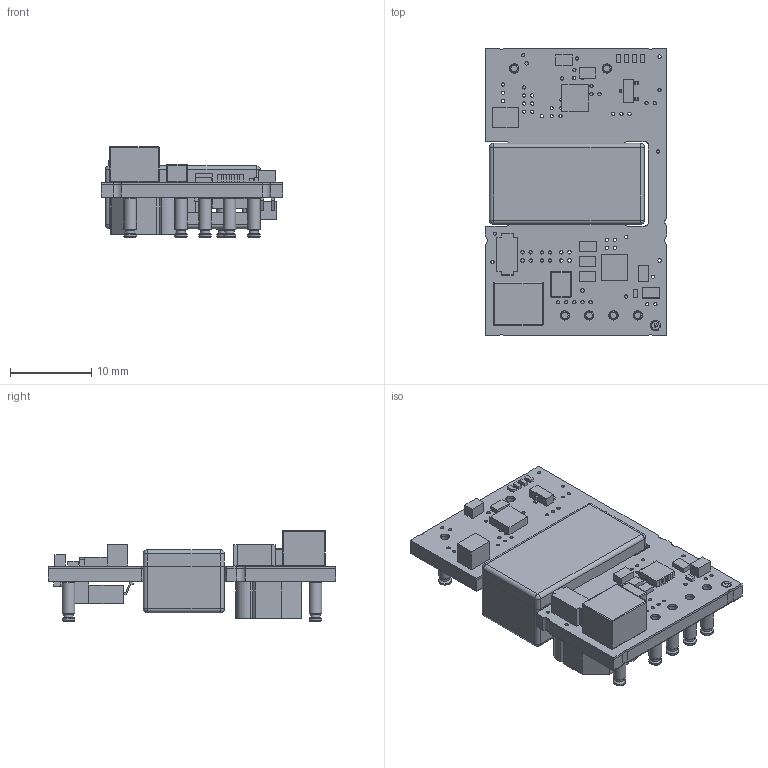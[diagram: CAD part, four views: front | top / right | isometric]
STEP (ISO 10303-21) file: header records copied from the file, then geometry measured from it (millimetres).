
FILE_DESCRIPTION(/* description */ (''),/* implementation_level */ '2;1');
FILE_NAME(/* name */ '1.stp',/* time_stamp */ '2022-01-27T19:45:17+02:00',/* author */ ('k'),/* organization */ (''),/* preprocessor_version */ 'ST-DEVELOPER v15.6',/* originating_system */ 'Autodesk Inventor 2015',/* authorisation */ '');
FILE_SCHEMA (('AUTOMOTIVE_DESIGN { 1 0 10303 214 3 1 1 }'));
Length unit declared in the file: millimetre
Products named in the file (40): R005; PC001; L001; Q201; Q003; ZD001; R114; C289; IC202; IC001; C079; C074; C073; R293; R272; R271; R078; R077; R261; C214; C211; R249; R247; R245; R243; C011; R026; BOARD; 1; 2; 3; 5; 8; MYBSP0050AABFT_ES1; PMPD0141; EEIW19_1A(E); EEIW19_1A(I); CM Logo; MYBSP0055AABFT_step
Bounding box: 22.4 x 35.5 x 11.15 mm (x, y, z)
Volume: 3030.2 mm3; surface area: 7060.8 mm2
Topology: 74 solids, 142 shells, 1354 faces, 3061 edges, 2058 vertices
Faces by surface type: plane 829, cylinder 466, cone 35, sphere 24
Full cylindrical faces by diameter (mm): 0.4 x311, 1.02 x7, 1.15 x21, 1.17 x7, 1.57 x14
Entity records: 34885 total; most frequent: DIRECTION 6014, CARTESIAN_POINT 5553, ORIENTED_EDGE 4786, EDGE_CURVE 2393, AXIS2_PLACEMENT_3D 2254, EDGE_LOOP 2098, VERTEX_POINT 1793, LINE 1506
